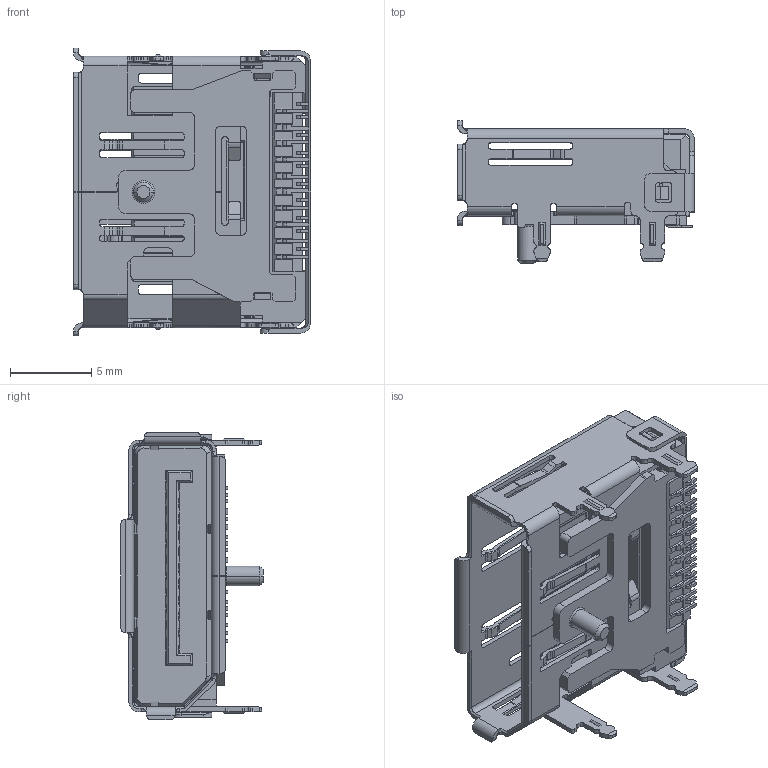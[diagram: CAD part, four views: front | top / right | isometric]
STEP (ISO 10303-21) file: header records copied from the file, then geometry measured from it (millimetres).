
FILE_DESCRIPTION((''),'2;1');
FILE_NAME('DP-SHELL','2023-06-21T08:48:16',('alec.li'),(''),'CREO PARAMETRIC BY PTC INC, 2021304','CREO PARAMETRIC BY PTC INC, 2021304','');
FILE_SCHEMA(('CONFIG_CONTROL_DESIGN','SHAPE_APPEARANCE_LAYERS_GROUPS'));
Products named in the file (1): DP-SHELL
Bounding box: 14.57 x 8.76 x 17.7 mm (x, y, z)
Volume: 688.4 mm3; surface area: 1887.3 mm2
Topology: 1 solids, 3 shells, 1402 faces, 3977 edges, 2555 vertices
Faces by surface type: plane 992, cylinder 364, cone 44, torus 2
Entity records: 58750 total; most frequent: CARTESIAN_POINT 8583, ORIENTED_EDGE 7954, DIRECTION 7335, PRESENTATION_STYLE_ASSIGNMENT 4100, STYLED_ITEM 3978, CURVE_STYLE 3977, EDGE_CURVE 3977, VECTOR 3147
